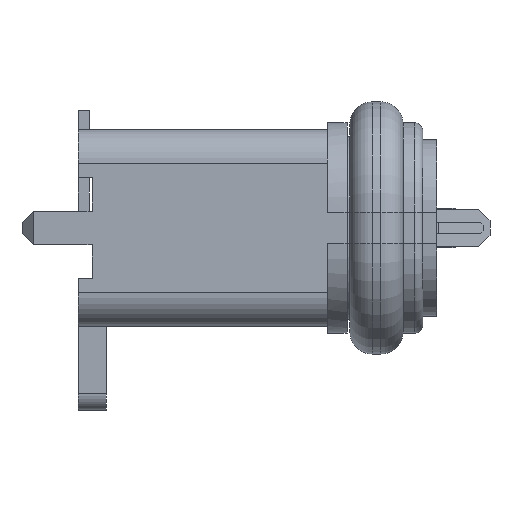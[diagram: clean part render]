
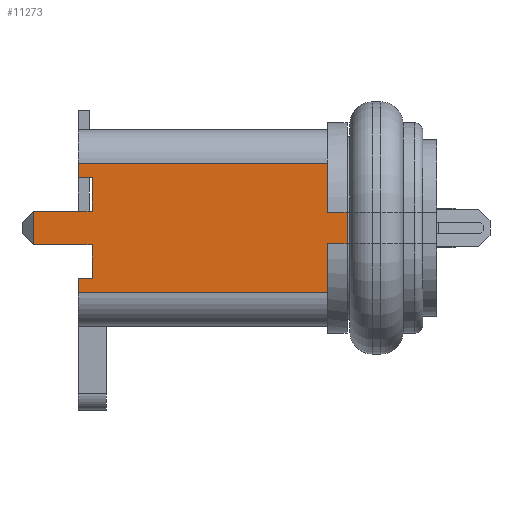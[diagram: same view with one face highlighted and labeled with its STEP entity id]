
A CAD part, left-side view. The second image highlights one B-rep face of the part: STEP entity #11273.
In plain terms, the highlighted planar face has unit normal (-1, 0, 0).
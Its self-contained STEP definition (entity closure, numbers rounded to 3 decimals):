
#3624=DIRECTION('',(0.,0.,1.));
#3625=VECTOR('',#3624,0.6);
#3626=CARTESIAN_POINT('',(-4.8,6.15,-0.95));
#3627=LINE('',#3626,#3625);
#3628=DIRECTION('',(0.,0.,1.));
#3629=VECTOR('',#3628,0.6);
#3630=CARTESIAN_POINT('',(-4.8,7.2,-0.35));
#3631=LINE('',#3630,#3629);
#3632=DIRECTION('',(0.,0.,1.));
#3633=VECTOR('',#3632,0.6);
#3634=CARTESIAN_POINT('',(-4.8,6.15,0.25));
#3635=LINE('',#3634,#3633);
#3636=DIRECTION('',(0.,1.,0.));
#3637=VECTOR('',#3636,0.25);
#3638=CARTESIAN_POINT('',(-4.8,6.15,0.85));
#3639=LINE('',#3638,#3637);
#3640=DIRECTION('',(0.,0.,1.));
#3641=VECTOR('',#3640,0.25);
#3642=CARTESIAN_POINT('',(-4.8,6.4,0.85));
#3643=LINE('',#3642,#3641);
#3644=DIRECTION('',(0.,0.,-1.));
#3645=VECTOR('',#3644,0.87);
#3646=CARTESIAN_POINT('',(-4.8,1.95,1.1));
#3647=LINE('',#3646,#3645);
#3648=DIRECTION('',(0.,0.,-1.));
#3649=VECTOR('',#3648,0.56);
#3650=CARTESIAN_POINT('',(-4.8,1.6,0.23));
#3651=LINE('',#3650,#3649);
#3652=DIRECTION('',(0.,0.,1.));
#3653=VECTOR('',#3652,0.25);
#3654=CARTESIAN_POINT('',(-4.8,6.4,-1.2));
#3655=LINE('',#3654,#3653);
#3665=DIRECTION('',(0.,1.,0.));
#3666=VECTOR('',#3665,0.25);
#3667=CARTESIAN_POINT('',(-4.8,6.15,-0.95));
#3668=LINE('',#3667,#3666);
#4677=DIRECTION('',(0.,1.,0.));
#4678=VECTOR('',#4677,4.45);
#4679=CARTESIAN_POINT('',(-4.8,1.95,1.1));
#4680=LINE('',#4679,#4678);
#4720=DIRECTION('',(0.,1.,0.));
#4721=VECTOR('',#4720,1.05);
#4722=CARTESIAN_POINT('',(-4.8,6.15,0.25));
#4723=LINE('',#4722,#4721);
#4760=DIRECTION('',(0.,-1.,0.));
#4761=VECTOR('',#4760,1.05);
#4762=CARTESIAN_POINT('',(-4.8,7.2,-0.35));
#4763=LINE('',#4762,#4761);
#4803=DIRECTION('',(0.,1.,0.));
#4804=VECTOR('',#4803,0.35);
#4805=CARTESIAN_POINT('',(-4.8,1.6,0.23));
#4806=LINE('',#4805,#4804);
#5248=DIRECTION('',(0.,-1.,0.));
#5249=VECTOR('',#5248,4.45);
#5250=CARTESIAN_POINT('',(-4.8,6.4,-1.2));
#5251=LINE('',#5250,#5249);
#5257=DIRECTION('',(0.,0.,1.));
#5258=VECTOR('',#5257,0.87);
#5259=CARTESIAN_POINT('',(-4.8,1.95,-1.2));
#5260=LINE('',#5259,#5258);
#5270=DIRECTION('',(0.,-1.,0.));
#5271=VECTOR('',#5270,0.35);
#5272=CARTESIAN_POINT('',(-4.8,1.95,-0.33));
#5273=LINE('',#5272,#5271);
#6145=CARTESIAN_POINT('',(-4.8,1.6,0.23));
#6146=CARTESIAN_POINT('',(-4.8,1.6,-0.33));
#6147=VERTEX_POINT('',#6145);
#6148=VERTEX_POINT('',#6146);
#6161=CARTESIAN_POINT('',(-4.8,6.15,-0.95));
#6162=CARTESIAN_POINT('',(-4.8,6.15,-0.35));
#6163=VERTEX_POINT('',#6161);
#6164=VERTEX_POINT('',#6162);
#6165=CARTESIAN_POINT('',(-4.8,7.2,-0.35));
#6166=VERTEX_POINT('',#6165);
#6167=CARTESIAN_POINT('',(-4.8,7.2,0.25));
#6168=VERTEX_POINT('',#6167);
#6169=CARTESIAN_POINT('',(-4.8,6.15,0.25));
#6170=VERTEX_POINT('',#6169);
#6171=CARTESIAN_POINT('',(-4.8,6.15,0.85));
#6172=VERTEX_POINT('',#6171);
#6173=CARTESIAN_POINT('',(-4.8,6.4,0.85));
#6174=VERTEX_POINT('',#6173);
#6175=CARTESIAN_POINT('',(-4.8,6.4,1.1));
#6176=VERTEX_POINT('',#6175);
#6177=CARTESIAN_POINT('',(-4.8,1.95,1.1));
#6178=VERTEX_POINT('',#6177);
#6179=CARTESIAN_POINT('',(-4.8,1.95,0.23));
#6180=VERTEX_POINT('',#6179);
#6181=CARTESIAN_POINT('',(-4.8,1.95,-0.33));
#6182=VERTEX_POINT('',#6181);
#6183=CARTESIAN_POINT('',(-4.8,1.95,-1.2));
#6184=VERTEX_POINT('',#6183);
#6185=CARTESIAN_POINT('',(-4.8,6.4,-1.2));
#6186=VERTEX_POINT('',#6185);
#6187=CARTESIAN_POINT('',(-4.8,6.4,-0.95));
#6188=VERTEX_POINT('',#6187);
#11235=CARTESIAN_POINT('',(-4.8,0.,-1.7));
#11236=DIRECTION('',(-1.,0.,0.));
#11237=DIRECTION('',(0.,0.,1.));
#11238=AXIS2_PLACEMENT_3D('',#11235,#11236,#11237);
#11239=PLANE('',#11238);
#11241=ORIENTED_EDGE('',*,*,#11240,.T.);
#11243=ORIENTED_EDGE('',*,*,#11242,.F.);
#11245=ORIENTED_EDGE('',*,*,#11244,.T.);
#11247=ORIENTED_EDGE('',*,*,#11246,.F.);
#11249=ORIENTED_EDGE('',*,*,#11248,.T.);
#11251=ORIENTED_EDGE('',*,*,#11250,.T.);
#11253=ORIENTED_EDGE('',*,*,#11252,.T.);
#11255=ORIENTED_EDGE('',*,*,#11254,.F.);
#11257=ORIENTED_EDGE('',*,*,#11256,.T.);
#11259=ORIENTED_EDGE('',*,*,#11258,.F.);
#11260=ORIENTED_EDGE('',*,*,#11206,.T.);
#11262=ORIENTED_EDGE('',*,*,#11261,.F.);
#11264=ORIENTED_EDGE('',*,*,#11263,.F.);
#11266=ORIENTED_EDGE('',*,*,#11265,.F.);
#11268=ORIENTED_EDGE('',*,*,#11267,.T.);
#11270=ORIENTED_EDGE('',*,*,#11269,.F.);
#11271=EDGE_LOOP('',(#11241,#11243,#11245,#11247,#11249,#11251,#11253,#11255,
#11257,#11259,#11260,#11262,#11264,#11266,#11268,#11270));
#11272=FACE_OUTER_BOUND('',#11271,.F.);
#11273=ADVANCED_FACE('',(#11272),#11239,.T.);
#11206=EDGE_CURVE('',#6147,#6148,#3651,.T.);
#11240=EDGE_CURVE('',#6163,#6164,#3627,.T.);
#11242=EDGE_CURVE('',#6166,#6164,#4763,.T.);
#11244=EDGE_CURVE('',#6166,#6168,#3631,.T.);
#11246=EDGE_CURVE('',#6170,#6168,#4723,.T.);
#11248=EDGE_CURVE('',#6170,#6172,#3635,.T.);
#11250=EDGE_CURVE('',#6172,#6174,#3639,.T.);
#11252=EDGE_CURVE('',#6174,#6176,#3643,.T.);
#11254=EDGE_CURVE('',#6178,#6176,#4680,.T.);
#11256=EDGE_CURVE('',#6178,#6180,#3647,.T.);
#11258=EDGE_CURVE('',#6147,#6180,#4806,.T.);
#11261=EDGE_CURVE('',#6182,#6148,#5273,.T.);
#11263=EDGE_CURVE('',#6184,#6182,#5260,.T.);
#11265=EDGE_CURVE('',#6186,#6184,#5251,.T.);
#11267=EDGE_CURVE('',#6186,#6188,#3655,.T.);
#11269=EDGE_CURVE('',#6163,#6188,#3668,.T.);
